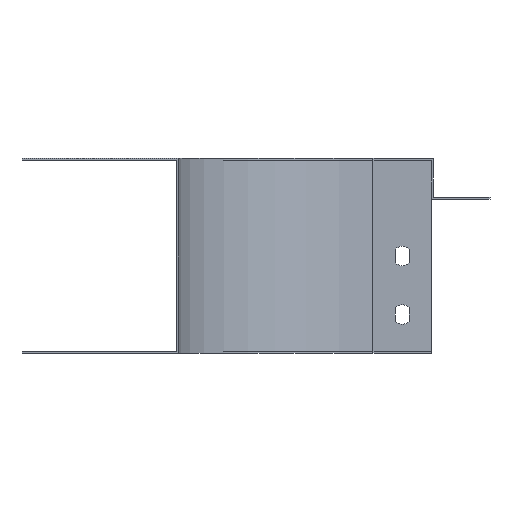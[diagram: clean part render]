
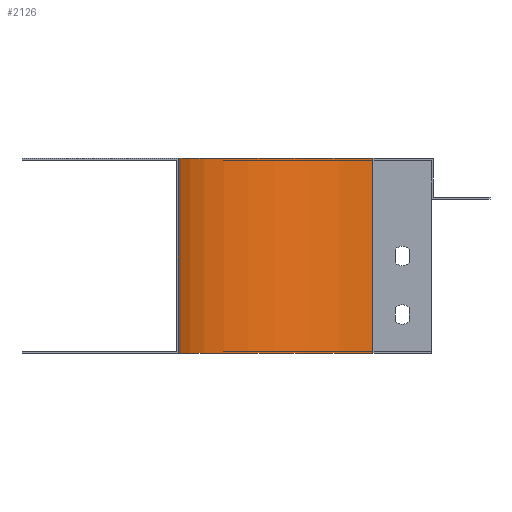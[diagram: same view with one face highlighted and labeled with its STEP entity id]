
A CAD part, left-side view. The second image highlights one B-rep face of the part: STEP entity #2126.
In plain terms, the highlighted cylindrical face has radius 100 mm (diameter 200 mm), a partial arc.
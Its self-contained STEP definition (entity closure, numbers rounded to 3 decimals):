
#103 = DIRECTION ( 'NONE',  ( -1., 0., 0. ) ) ;
#106 = DIRECTION ( 'NONE',  ( 0., 0., -1. ) ) ;
#112 = CARTESIAN_POINT ( 'NONE',  ( -100., 30., -99. ) ) ;
#164 = DIRECTION ( 'NONE',  ( 0., 0., -1. ) ) ;
#218 = CARTESIAN_POINT ( 'NONE',  ( 0., 30., 1. ) ) ;
#219 = DIRECTION ( 'NONE',  ( 0., 0., -1. ) ) ;
#226 = CARTESIAN_POINT ( 'NONE',  ( -100., 30., 1. ) ) ;
#227 = DIRECTION ( 'NONE',  ( -1., 0., 0. ) ) ;
#435 = DIRECTION ( 'NONE',  ( 0., 0., -1. ) ) ;
#442 = CARTESIAN_POINT ( 'NONE',  ( -100., 130., 1. ) ) ;
#447 = CARTESIAN_POINT ( 'NONE',  ( -100., 130., -99. ) ) ;
#486 = CARTESIAN_POINT ( 'NONE',  ( 0., 30., -99. ) ) ;
#561 = CARTESIAN_POINT ( 'NONE',  ( 0., 30., 1. ) ) ;
#623 = CARTESIAN_POINT ( 'NONE',  ( -100., 130., 1. ) ) ;
#844 = DIRECTION ( 'NONE',  ( -1., 0., 0. ) ) ;
#847 = DIRECTION ( 'NONE',  ( 0., 0., -1. ) ) ;
#848 = CARTESIAN_POINT ( 'NONE',  ( -100., 30., 1. ) ) ;
#931 = VERTEX_POINT ( 'NONE', #623 ) ;
#981 = VERTEX_POINT ( 'NONE', #561 ) ;
#1038 = VERTEX_POINT ( 'NONE', #486 ) ;
#1078 = VERTEX_POINT ( 'NONE', #447 ) ;
#1173 = LINE ( 'NONE', #218, #1175 ) ;
#1175 = VECTOR ( 'NONE', #219, 1000. ) ;
#1176 = CIRCLE ( 'NONE', #1757, 100. ) ;
#1184 = CIRCLE ( 'NONE', #1755, 100. ) ;
#1338 = EDGE_CURVE ( 'NONE', #931, #1078, #2342, .T. ) ;
#1611 = ORIENTED_EDGE ( 'NONE', *, *, #1338, .T. ) ;
#1612 = ORIENTED_EDGE ( 'NONE', *, *, #2190, .T. ) ;
#1613 = ORIENTED_EDGE ( 'NONE', *, *, #2188, .F. ) ;
#1615 = ORIENTED_EDGE ( 'NONE', *, *, #2195, .F. ) ;
#1695 = AXIS2_PLACEMENT_3D ( 'NONE', #848, #847, #844 ) ;
#1755 = AXIS2_PLACEMENT_3D ( 'NONE', #226, #164, #227 ) ;
#1757 = AXIS2_PLACEMENT_3D ( 'NONE', #112, #106, #103 ) ;
#1788 = EDGE_LOOP ( 'NONE', ( #1611, #1612, #1613, #1615 ) ) ;
#2126 = ADVANCED_FACE ( 'NONE', ( #2401 ), #2415, .F. ) ;
#2188 = EDGE_CURVE ( 'NONE', #981, #1038, #1173, .T. ) ;
#2190 = EDGE_CURVE ( 'NONE', #1078, #1038, #1176, .T. ) ;
#2195 = EDGE_CURVE ( 'NONE', #931, #981, #1184, .T. ) ;
#2342 = LINE ( 'NONE', #442, #2348 ) ;
#2348 = VECTOR ( 'NONE', #435, 1000. ) ;
#2401 = FACE_OUTER_BOUND ( 'NONE', #1788, .T. ) ;
#2415 = CYLINDRICAL_SURFACE ( 'NONE', #1695, 100. ) ;
